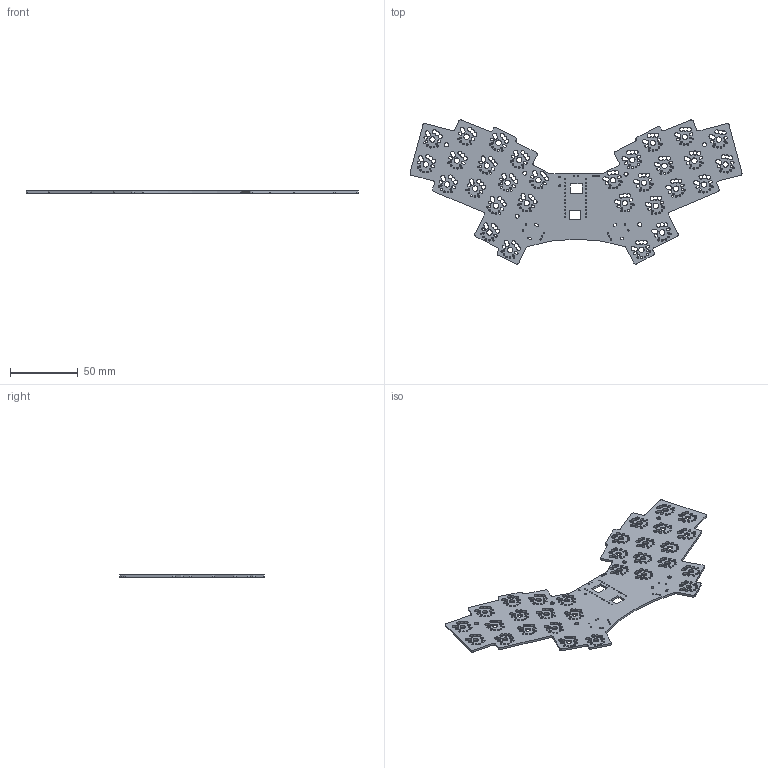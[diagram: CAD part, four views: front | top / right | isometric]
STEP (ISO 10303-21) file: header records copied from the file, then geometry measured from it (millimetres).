
FILE_DESCRIPTION(('KiCad electronic assembly'),'2;1');
FILE_NAME('Asfoora.step','2022-12-20T13:20:13',('Pcbnew'),('Kicad'), 'Open CASCADE STEP processor 7.6','KiCad to STEP converter','Unknown' );
FILE_SCHEMA(('AUTOMOTIVE_DESIGN { 1 0 10303 214 1 1 1 1 }'));
Length unit declared in the file: millimetre
Products named in the file (2): Asfoora 1; Asfoora PCB
Assembly tree (1 placements, depth 2):
  Asfoora 1
    Asfoora PCB
Bounding box: 244.96 x 106.45 x 1.6 mm (x, y, z)
Volume: 20412.9 mm3; surface area: 31480.1 mm2
Topology: 1 solids, 1 shells, 913 faces, 2733 edges, 1822 vertices
Faces by surface type: cylinder 739, plane 174
Full cylindrical faces by diameter (mm): 0.813 x24, 0.9 x2, 1 x10, 1.092 x3, 1.27 x210, 1.3 x2, 3 x6, 3.988 x30
Entity records: 68433 total; most frequent: CARTESIAN_POINT 11296, DIRECTION 11147, ORIENTED_EDGE 5466, PCURVE 5466, DEFINITIONAL_REPRESENTATION 5466, LINE 4883, VECTOR 4883, CIRCLE 2956
